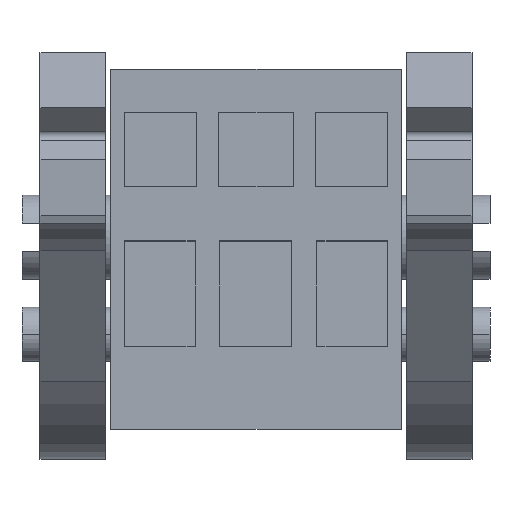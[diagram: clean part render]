
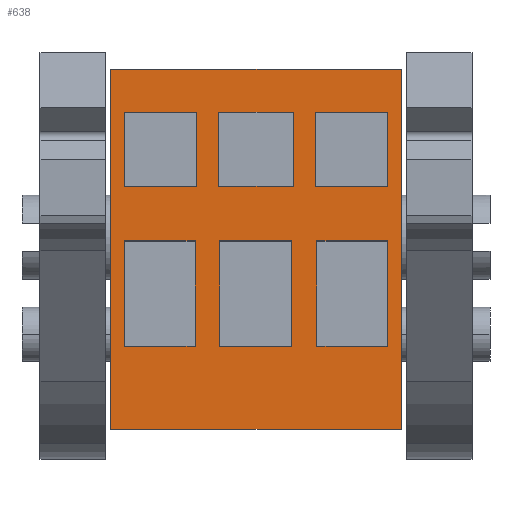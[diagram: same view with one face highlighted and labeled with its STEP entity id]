
A CAD part, top view. The second image highlights one B-rep face of the part: STEP entity #638.
In plain terms, the highlighted planar face has unit normal (0, 0, 1).
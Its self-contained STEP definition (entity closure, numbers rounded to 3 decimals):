
#414=AXIS2_PLACEMENT_3D('Plane Axis2P3D',#411,#412,#413) ;
#42=CARTESIAN_POINT('Vertex',(3.2,1.065,22.1)) ;
#45=CARTESIAN_POINT('Line Origine',(3.2,7.565,22.1)) ;
#49=CARTESIAN_POINT('Vertex',(3.2,14.065,22.1)) ;
#308=CARTESIAN_POINT('Vertex',(13.7,1.065,22.1)) ;
#311=CARTESIAN_POINT('Line Origine',(8.45,1.065,22.1)) ;
#411=CARTESIAN_POINT('Axis2P3D Location',(-0.3,14.065,22.1)) ;
#416=CARTESIAN_POINT('Line Origine',(13.7,7.565,22.1)) ;
#420=CARTESIAN_POINT('Vertex',(13.7,14.065,22.1)) ;
#423=CARTESIAN_POINT('Line Origine',(8.45,14.065,22.1)) ;
#434=CARTESIAN_POINT('Line Origine',(3.7,11.179,22.1)) ;
#438=CARTESIAN_POINT('Vertex',(3.7,12.515,22.1)) ;
#440=CARTESIAN_POINT('Vertex',(3.7,9.842,22.1)) ;
#443=CARTESIAN_POINT('Line Origine',(5.,12.515,22.1)) ;
#447=CARTESIAN_POINT('Vertex',(6.3,12.515,22.1)) ;
#450=CARTESIAN_POINT('Line Origine',(6.3,11.179,22.1)) ;
#454=CARTESIAN_POINT('Vertex',(6.3,9.842,22.1)) ;
#457=CARTESIAN_POINT('Line Origine',(5.,9.842,22.1)) ;
#468=CARTESIAN_POINT('Line Origine',(4.975,4.065,22.1)) ;
#472=CARTESIAN_POINT('Vertex',(3.7,4.065,22.1)) ;
#474=CARTESIAN_POINT('Vertex',(6.25,4.065,22.1)) ;
#477=CARTESIAN_POINT('Line Origine',(3.7,5.965,22.1)) ;
#481=CARTESIAN_POINT('Vertex',(3.7,7.865,22.1)) ;
#484=CARTESIAN_POINT('Line Origine',(4.975,7.865,22.1)) ;
#488=CARTESIAN_POINT('Vertex',(6.25,7.865,22.1)) ;
#491=CARTESIAN_POINT('Line Origine',(6.25,5.965,22.1)) ;
#502=CARTESIAN_POINT('Line Origine',(8.45,12.515,22.1)) ;
#506=CARTESIAN_POINT('Vertex',(9.8,12.515,22.1)) ;
#508=CARTESIAN_POINT('Vertex',(7.1,12.515,22.1)) ;
#511=CARTESIAN_POINT('Line Origine',(9.8,11.179,22.1)) ;
#515=CARTESIAN_POINT('Vertex',(9.8,9.842,22.1)) ;
#518=CARTESIAN_POINT('Line Origine',(8.45,9.842,22.1)) ;
#522=CARTESIAN_POINT('Vertex',(7.1,9.842,22.1)) ;
#525=CARTESIAN_POINT('Line Origine',(7.1,11.179,22.1)) ;
#536=CARTESIAN_POINT('Line Origine',(9.75,5.965,22.1)) ;
#540=CARTESIAN_POINT('Vertex',(9.75,4.065,22.1)) ;
#542=CARTESIAN_POINT('Vertex',(9.75,7.865,22.1)) ;
#545=CARTESIAN_POINT('Line Origine',(8.45,4.065,22.1)) ;
#549=CARTESIAN_POINT('Vertex',(7.15,4.065,22.1)) ;
#552=CARTESIAN_POINT('Line Origine',(7.15,5.965,22.1)) ;
#556=CARTESIAN_POINT('Vertex',(7.15,7.865,22.1)) ;
#559=CARTESIAN_POINT('Line Origine',(8.45,7.865,22.1)) ;
#570=CARTESIAN_POINT('Line Origine',(10.6,11.179,22.1)) ;
#574=CARTESIAN_POINT('Vertex',(10.6,12.515,22.1)) ;
#576=CARTESIAN_POINT('Vertex',(10.6,9.842,22.1)) ;
#579=CARTESIAN_POINT('Line Origine',(11.9,12.515,22.1)) ;
#583=CARTESIAN_POINT('Vertex',(13.2,12.515,22.1)) ;
#586=CARTESIAN_POINT('Line Origine',(13.2,11.179,22.1)) ;
#590=CARTESIAN_POINT('Vertex',(13.2,9.842,22.1)) ;
#593=CARTESIAN_POINT('Line Origine',(11.9,9.842,22.1)) ;
#604=CARTESIAN_POINT('Line Origine',(11.925,7.865,22.1)) ;
#608=CARTESIAN_POINT('Vertex',(13.2,7.865,22.1)) ;
#610=CARTESIAN_POINT('Vertex',(10.65,7.865,22.1)) ;
#613=CARTESIAN_POINT('Line Origine',(13.2,5.965,22.1)) ;
#617=CARTESIAN_POINT('Vertex',(13.2,4.065,22.1)) ;
#620=CARTESIAN_POINT('Line Origine',(11.925,4.065,22.1)) ;
#624=CARTESIAN_POINT('Vertex',(10.65,4.065,22.1)) ;
#627=CARTESIAN_POINT('Line Origine',(10.65,5.965,22.1)) ;
#46=DIRECTION('Vector Direction',(0.,-1.,0.)) ;
#312=DIRECTION('Vector Direction',(1.,0.,0.)) ;
#412=DIRECTION('Axis2P3D Direction',(0.,0.,1.)) ;
#413=DIRECTION('Axis2P3D XDirection',(0.,-1.,0.)) ;
#417=DIRECTION('Vector Direction',(0.,-1.,0.)) ;
#424=DIRECTION('Vector Direction',(1.,0.,0.)) ;
#435=DIRECTION('Vector Direction',(0.,1.,0.)) ;
#444=DIRECTION('Vector Direction',(-1.,0.,0.)) ;
#451=DIRECTION('Vector Direction',(0.,-1.,0.)) ;
#458=DIRECTION('Vector Direction',(-1.,0.,0.)) ;
#469=DIRECTION('Vector Direction',(1.,0.,0.)) ;
#478=DIRECTION('Vector Direction',(0.,1.,0.)) ;
#485=DIRECTION('Vector Direction',(-1.,0.,0.)) ;
#492=DIRECTION('Vector Direction',(0.,1.,0.)) ;
#503=DIRECTION('Vector Direction',(-1.,0.,0.)) ;
#512=DIRECTION('Vector Direction',(0.,-1.,0.)) ;
#519=DIRECTION('Vector Direction',(-1.,0.,0.)) ;
#526=DIRECTION('Vector Direction',(0.,-1.,0.)) ;
#537=DIRECTION('Vector Direction',(0.,1.,0.)) ;
#546=DIRECTION('Vector Direction',(1.,0.,0.)) ;
#553=DIRECTION('Vector Direction',(0.,1.,0.)) ;
#560=DIRECTION('Vector Direction',(-1.,0.,0.)) ;
#571=DIRECTION('Vector Direction',(0.,-1.,0.)) ;
#580=DIRECTION('Vector Direction',(-1.,0.,0.)) ;
#587=DIRECTION('Vector Direction',(0.,1.,0.)) ;
#594=DIRECTION('Vector Direction',(-1.,0.,0.)) ;
#605=DIRECTION('Vector Direction',(-1.,0.,0.)) ;
#614=DIRECTION('Vector Direction',(0.,1.,0.)) ;
#621=DIRECTION('Vector Direction',(1.,0.,0.)) ;
#628=DIRECTION('Vector Direction',(0.,1.,0.)) ;
#47=VECTOR('Line Direction',#46,1.) ;
#313=VECTOR('Line Direction',#312,1.) ;
#418=VECTOR('Line Direction',#417,1.) ;
#425=VECTOR('Line Direction',#424,1.) ;
#436=VECTOR('Line Direction',#435,1.) ;
#445=VECTOR('Line Direction',#444,1.) ;
#452=VECTOR('Line Direction',#451,1.) ;
#459=VECTOR('Line Direction',#458,1.) ;
#470=VECTOR('Line Direction',#469,1.) ;
#479=VECTOR('Line Direction',#478,1.) ;
#486=VECTOR('Line Direction',#485,1.) ;
#493=VECTOR('Line Direction',#492,1.) ;
#504=VECTOR('Line Direction',#503,1.) ;
#513=VECTOR('Line Direction',#512,1.) ;
#520=VECTOR('Line Direction',#519,1.) ;
#527=VECTOR('Line Direction',#526,1.) ;
#538=VECTOR('Line Direction',#537,1.) ;
#547=VECTOR('Line Direction',#546,1.) ;
#554=VECTOR('Line Direction',#553,1.) ;
#561=VECTOR('Line Direction',#560,1.) ;
#572=VECTOR('Line Direction',#571,1.) ;
#581=VECTOR('Line Direction',#580,1.) ;
#588=VECTOR('Line Direction',#587,1.) ;
#595=VECTOR('Line Direction',#594,1.) ;
#606=VECTOR('Line Direction',#605,1.) ;
#615=VECTOR('Line Direction',#614,1.) ;
#622=VECTOR('Line Direction',#621,1.) ;
#629=VECTOR('Line Direction',#628,1.) ;
#429=ORIENTED_EDGE('',*,*,#51,.F.) ;
#430=ORIENTED_EDGE('',*,*,#315,.T.) ;
#431=ORIENTED_EDGE('',*,*,#422,.F.) ;
#432=ORIENTED_EDGE('',*,*,#427,.F.) ;
#463=ORIENTED_EDGE('',*,*,#442,.F.) ;
#464=ORIENTED_EDGE('',*,*,#449,.F.) ;
#465=ORIENTED_EDGE('',*,*,#456,.F.) ;
#466=ORIENTED_EDGE('',*,*,#461,.F.) ;
#497=ORIENTED_EDGE('',*,*,#476,.F.) ;
#498=ORIENTED_EDGE('',*,*,#483,.F.) ;
#499=ORIENTED_EDGE('',*,*,#490,.F.) ;
#500=ORIENTED_EDGE('',*,*,#495,.F.) ;
#531=ORIENTED_EDGE('',*,*,#510,.F.) ;
#532=ORIENTED_EDGE('',*,*,#517,.F.) ;
#533=ORIENTED_EDGE('',*,*,#524,.F.) ;
#534=ORIENTED_EDGE('',*,*,#529,.F.) ;
#565=ORIENTED_EDGE('',*,*,#544,.F.) ;
#566=ORIENTED_EDGE('',*,*,#551,.F.) ;
#567=ORIENTED_EDGE('',*,*,#558,.F.) ;
#568=ORIENTED_EDGE('',*,*,#563,.F.) ;
#599=ORIENTED_EDGE('',*,*,#578,.F.) ;
#600=ORIENTED_EDGE('',*,*,#585,.F.) ;
#601=ORIENTED_EDGE('',*,*,#592,.F.) ;
#602=ORIENTED_EDGE('',*,*,#597,.F.) ;
#633=ORIENTED_EDGE('',*,*,#612,.F.) ;
#634=ORIENTED_EDGE('',*,*,#619,.F.) ;
#635=ORIENTED_EDGE('',*,*,#626,.F.) ;
#636=ORIENTED_EDGE('',*,*,#631,.F.) ;
#467=FACE_BOUND('',#462,.T.) ;
#501=FACE_BOUND('',#496,.T.) ;
#535=FACE_BOUND('',#530,.T.) ;
#569=FACE_BOUND('',#564,.T.) ;
#603=FACE_BOUND('',#598,.T.) ;
#637=FACE_BOUND('',#632,.T.) ;
#638=ADVANCED_FACE('HOUSING',(#433,#467,#501,#535,#569,#603,#637),#415,.T.) ;
#51=EDGE_CURVE('',#43,#50,#48,.F.) ;
#315=EDGE_CURVE('',#43,#309,#314,.T.) ;
#422=EDGE_CURVE('',#421,#309,#419,.T.) ;
#427=EDGE_CURVE('',#50,#421,#426,.T.) ;
#442=EDGE_CURVE('',#439,#441,#437,.F.) ;
#449=EDGE_CURVE('',#448,#439,#446,.T.) ;
#456=EDGE_CURVE('',#455,#448,#453,.F.) ;
#461=EDGE_CURVE('',#441,#455,#460,.F.) ;
#476=EDGE_CURVE('',#473,#475,#471,.T.) ;
#483=EDGE_CURVE('',#482,#473,#480,.F.) ;
#490=EDGE_CURVE('',#489,#482,#487,.T.) ;
#495=EDGE_CURVE('',#475,#489,#494,.T.) ;
#510=EDGE_CURVE('',#507,#509,#505,.T.) ;
#517=EDGE_CURVE('',#516,#507,#514,.F.) ;
#524=EDGE_CURVE('',#523,#516,#521,.F.) ;
#529=EDGE_CURVE('',#509,#523,#528,.T.) ;
#544=EDGE_CURVE('',#541,#543,#539,.T.) ;
#551=EDGE_CURVE('',#550,#541,#548,.T.) ;
#558=EDGE_CURVE('',#557,#550,#555,.F.) ;
#563=EDGE_CURVE('',#543,#557,#562,.T.) ;
#578=EDGE_CURVE('',#575,#577,#573,.T.) ;
#585=EDGE_CURVE('',#584,#575,#582,.T.) ;
#592=EDGE_CURVE('',#591,#584,#589,.T.) ;
#597=EDGE_CURVE('',#577,#591,#596,.F.) ;
#612=EDGE_CURVE('',#609,#611,#607,.T.) ;
#619=EDGE_CURVE('',#618,#609,#616,.T.) ;
#626=EDGE_CURVE('',#625,#618,#623,.T.) ;
#631=EDGE_CURVE('',#611,#625,#630,.F.) ;
#428=EDGE_LOOP('',(#429,#430,#431,#432)) ;
#462=EDGE_LOOP('',(#463,#464,#465,#466)) ;
#496=EDGE_LOOP('',(#497,#498,#499,#500)) ;
#530=EDGE_LOOP('',(#531,#532,#533,#534)) ;
#564=EDGE_LOOP('',(#565,#566,#567,#568)) ;
#598=EDGE_LOOP('',(#599,#600,#601,#602)) ;
#632=EDGE_LOOP('',(#633,#634,#635,#636)) ;
#433=FACE_OUTER_BOUND('',#428,.T.) ;
#48=LINE('Line',#45,#47) ;
#314=LINE('Line',#311,#313) ;
#419=LINE('Line',#416,#418) ;
#426=LINE('Line',#423,#425) ;
#437=LINE('Line',#434,#436) ;
#446=LINE('Line',#443,#445) ;
#453=LINE('Line',#450,#452) ;
#460=LINE('Line',#457,#459) ;
#471=LINE('Line',#468,#470) ;
#480=LINE('Line',#477,#479) ;
#487=LINE('Line',#484,#486) ;
#494=LINE('Line',#491,#493) ;
#505=LINE('Line',#502,#504) ;
#514=LINE('Line',#511,#513) ;
#521=LINE('Line',#518,#520) ;
#528=LINE('Line',#525,#527) ;
#539=LINE('Line',#536,#538) ;
#548=LINE('Line',#545,#547) ;
#555=LINE('Line',#552,#554) ;
#562=LINE('Line',#559,#561) ;
#573=LINE('Line',#570,#572) ;
#582=LINE('Line',#579,#581) ;
#589=LINE('Line',#586,#588) ;
#596=LINE('Line',#593,#595) ;
#607=LINE('Line',#604,#606) ;
#616=LINE('Line',#613,#615) ;
#623=LINE('Line',#620,#622) ;
#630=LINE('Line',#627,#629) ;
#415=PLANE('',#414) ;
#43=VERTEX_POINT('',#42) ;
#50=VERTEX_POINT('',#49) ;
#309=VERTEX_POINT('',#308) ;
#421=VERTEX_POINT('',#420) ;
#439=VERTEX_POINT('',#438) ;
#441=VERTEX_POINT('',#440) ;
#448=VERTEX_POINT('',#447) ;
#455=VERTEX_POINT('',#454) ;
#473=VERTEX_POINT('',#472) ;
#475=VERTEX_POINT('',#474) ;
#482=VERTEX_POINT('',#481) ;
#489=VERTEX_POINT('',#488) ;
#507=VERTEX_POINT('',#506) ;
#509=VERTEX_POINT('',#508) ;
#516=VERTEX_POINT('',#515) ;
#523=VERTEX_POINT('',#522) ;
#541=VERTEX_POINT('',#540) ;
#543=VERTEX_POINT('',#542) ;
#550=VERTEX_POINT('',#549) ;
#557=VERTEX_POINT('',#556) ;
#575=VERTEX_POINT('',#574) ;
#577=VERTEX_POINT('',#576) ;
#584=VERTEX_POINT('',#583) ;
#591=VERTEX_POINT('',#590) ;
#609=VERTEX_POINT('',#608) ;
#611=VERTEX_POINT('',#610) ;
#618=VERTEX_POINT('',#617) ;
#625=VERTEX_POINT('',#624) ;
